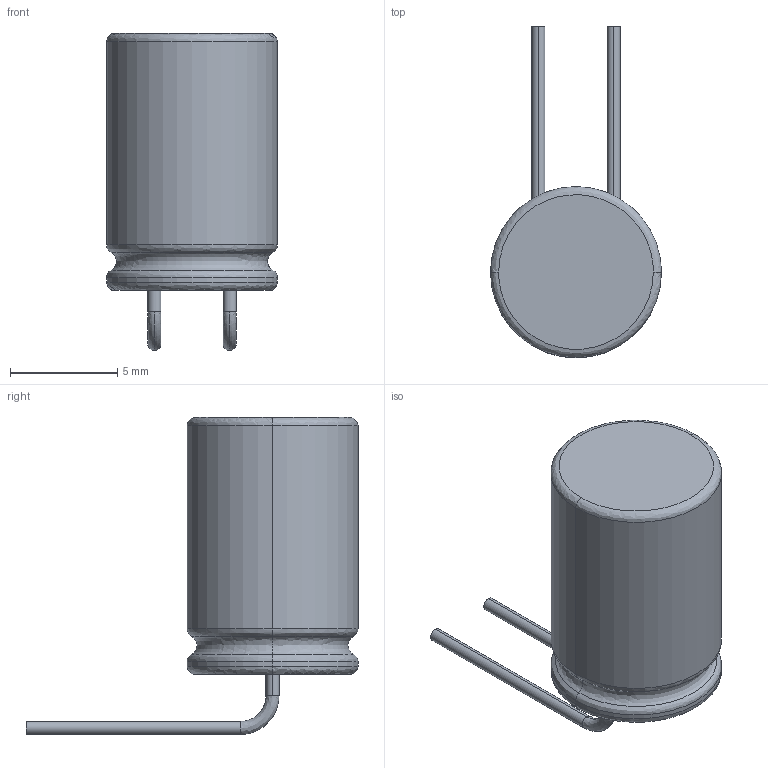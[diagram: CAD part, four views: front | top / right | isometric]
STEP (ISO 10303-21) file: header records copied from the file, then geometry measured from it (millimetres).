
FILE_DESCRIPTION (( 'STEP AP214' ), '1' );
FILE_NAME ('EC1CEF56-2674-447C-A852-6AB312E765BD.STEP', '2024-03-13T12:18:13', ( '' ), ( '' ), 'SwSTEP 2.0', 'SolidWorks 2022', '' );
FILE_SCHEMA (( 'AUTOMOTIVE_DESIGN' ));
Length unit declared in the file: millimetre
Products named in the file (1): EC1CEF56-2674-447C-A852-6AB312E765BD
Bounding box: 7.98 x 15.49 x 14.79 mm (x, y, z)
Volume: 596.3 mm3; surface area: 449.4 mm2
Topology: 1 solids, 1 shells, 30 faces, 62 edges, 36 vertices
Faces by surface type: bspline 14, cylinder 12, plane 4
Entity records: 1157 total; most frequent: CARTESIAN_POINT 351, DIRECTION 138, ORIENTED_EDGE 124, AXIS2_PLACEMENT_3D 63, EDGE_CURVE 62, CIRCLE 46, VERTEX_POINT 36, EDGE_LOOP 32
